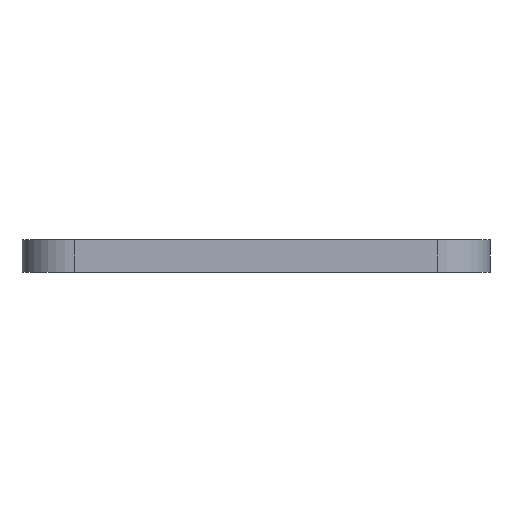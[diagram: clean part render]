
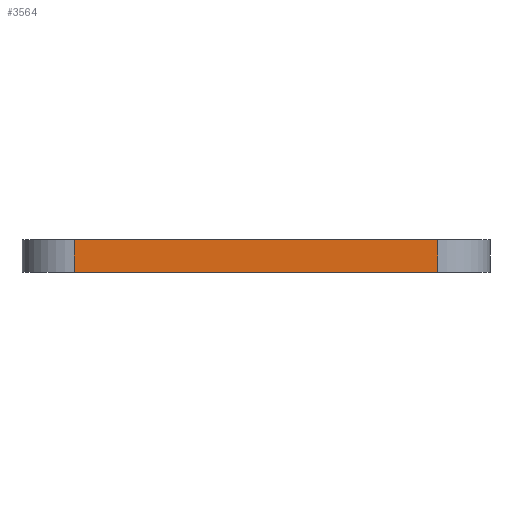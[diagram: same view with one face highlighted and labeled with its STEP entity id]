
A CAD part, left-side view. The second image highlights one B-rep face of the part: STEP entity #3564.
In plain terms, the highlighted planar face has unit normal (-1, 0, 0).
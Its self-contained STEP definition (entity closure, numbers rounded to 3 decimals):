
#22=LINE('',#6020,#38);
#23=LINE('',#6023,#39);
#24=LINE('',#6025,#40);
#25=LINE('',#6026,#41);
#38=VECTOR('',#5122,10.);
#39=VECTOR('',#5125,10.);
#40=VECTOR('',#5126,10.);
#41=VECTOR('',#5127,10.);
#51=PLANE('',#4083);
#756=FACE_OUTER_BOUND('',#1102,.T.);
#1102=EDGE_LOOP('',(#2846,#2847,#2848,#2849));
#2130=VERTEX_POINT('',#6016);
#2131=VERTEX_POINT('',#6018);
#2132=VERTEX_POINT('',#6022);
#2133=VERTEX_POINT('',#6024);
#2484=EDGE_CURVE('',#2130,#2131,#22,.T.);
#2485=EDGE_CURVE('',#2132,#2130,#23,.T.);
#2486=EDGE_CURVE('',#2133,#2131,#24,.T.);
#2487=EDGE_CURVE('',#2132,#2133,#25,.T.);
#2846=ORIENTED_EDGE('',*,*,#2485,.T.);
#2847=ORIENTED_EDGE('',*,*,#2484,.T.);
#2848=ORIENTED_EDGE('',*,*,#2486,.F.);
#2849=ORIENTED_EDGE('',*,*,#2487,.F.);
#3564=ADVANCED_FACE('',(#756),#51,.T.);
#4083=AXIS2_PLACEMENT_3D('',#6021,#5123,#5124);
#5122=DIRECTION('',(0.,0.,1.));
#5123=DIRECTION('center_axis',(-1.,0.,0.));
#5124=DIRECTION('ref_axis',(0.,-1.,0.));
#5125=DIRECTION('',(0.,-1.,0.));
#5126=DIRECTION('',(0.,-1.,0.));
#5127=DIRECTION('',(0.,0.,1.));
#6016=CARTESIAN_POINT('',(-25.4,-8.89,0.));
#6018=CARTESIAN_POINT('',(-25.4,-8.89,1.6));
#6020=CARTESIAN_POINT('',(-25.4,-8.89,0.));
#6021=CARTESIAN_POINT('Origin',(-25.4,8.89,0.));
#6022=CARTESIAN_POINT('',(-25.4,8.89,0.));
#6023=CARTESIAN_POINT('',(-25.4,8.89,0.));
#6024=CARTESIAN_POINT('',(-25.4,8.89,1.6));
#6025=CARTESIAN_POINT('',(-25.4,8.89,1.6));
#6026=CARTESIAN_POINT('',(-25.4,8.89,0.));
